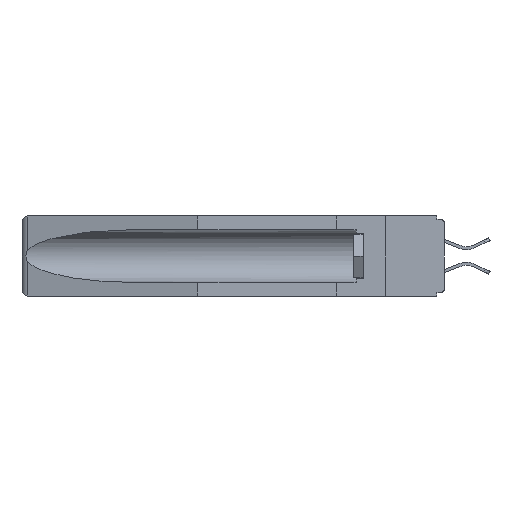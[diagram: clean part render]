
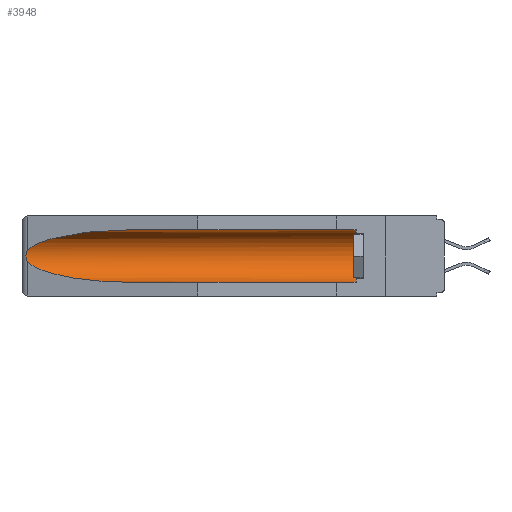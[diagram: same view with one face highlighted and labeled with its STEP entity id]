
A CAD part, left-side view. The second image highlights one B-rep face of the part: STEP entity #3948.
In plain terms, the highlighted cylindrical face has radius 2.857 mm (diameter 5.715 mm), a partial arc.
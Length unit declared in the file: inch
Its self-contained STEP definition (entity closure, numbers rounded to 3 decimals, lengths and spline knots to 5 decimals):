
#254 = CARTESIAN_POINT ( 'NONE',  ( 0.21114, 1.30732, -0.059 ) ) ;
#1198 = EDGE_CURVE ( 'NONE', #6613, #21325, #11062, .T. ) ;
#1817 = CARTESIAN_POINT ( 'NONE',  ( 0.155, 1.07973, -0.284 ) ) ;
#2009 = DIRECTION ( 'NONE',  ( 0., -1., 0. ) ) ;
#2793 = AXIS2_PLACEMENT_3D ( 'NONE', #8483, #23565, #13021 ) ;
#3461 = EDGE_CURVE ( 'NONE', #18242, #6883, #5267, .T. ) ;
#3744 = ORIENTED_EDGE ( 'NONE', *, *, #10832, .T. ) ;
#3948 = ADVANCED_FACE ( 'NONE', ( #14437 ), #20149, .F. ) ;
#3952 = ORIENTED_EDGE ( 'NONE', *, *, #3461, .T. ) ;
#4505 = EDGE_LOOP ( 'NONE', ( #3744, #3952, #23305, #27689, #16629, #11168 ) ) ;
#4864 = CARTESIAN_POINT ( 'NONE',  ( 0.26597, 1.5296, -0.19026 ) ) ;
#5040 = CARTESIAN_POINT ( 'NONE',  ( 0.2675, 1.53308, -0.16763 ) ) ;
#5267 = B_SPLINE_CURVE_WITH_KNOTS ( 'NONE', 3,
 ( #24991, #26625, #20019, #24435, #5040, #17773, #12074, #22245, #4864, #7087 ),
 .UNSPECIFIED., .F., .F.,
 ( 4, 2, 2, 2, 4 ),
 ( 0., 0.00029, 0.00058, 0.00087, 0.00117 ),
 .UNSPECIFIED. ) ;
#5764 =( BOUNDED_CURVE ( )  B_SPLINE_CURVE ( 3, ( #26234, #6978, #27143, #18395 ),
 .UNSPECIFIED., .F., .F. ) 
 B_SPLINE_CURVE_WITH_KNOTS ( ( 4, 4 ),
 ( 0.1948, 1.5708 ),
 .UNSPECIFIED. ) 
 CURVE ( )  GEOMETRIC_REPRESENTATION_ITEM ( )  RATIONAL_B_SPLINE_CURVE ( ( 1., 0.848, 0.848, 1. ) ) 
 REPRESENTATION_ITEM ( '' )  );
#5801 = CARTESIAN_POINT ( 'NONE',  ( 0.26537, 1.52718, -0.19328 ) ) ;
#6613 = VERTEX_POINT ( 'NONE', #20012 ) ;
#6883 = VERTEX_POINT ( 'NONE', #5801 ) ;
#6978 = CARTESIAN_POINT ( 'NONE',  ( 0.25451, 1.48313, -0.24835 ) ) ;
#7087 = CARTESIAN_POINT ( 'NONE',  ( 0.26537, 1.52718, -0.19328 ) ) ;
#8483 = CARTESIAN_POINT ( 'NONE',  ( 0.155, -0.30754, -0.1715 ) ) ;
#9068 = CARTESIAN_POINT ( 'NONE',  ( 0.26537, 1.52718, -0.14972 ) ) ;
#9936 = AXIS2_PLACEMENT_3D ( 'NONE', #21229, #2009, #19363 ) ;
#9948 = DIRECTION ( 'NONE',  ( 0., 1., 0. ) ) ;
#10462 = CARTESIAN_POINT ( 'NONE',  ( 0.155, -0.30754, -0.059 ) ) ;
#10832 = EDGE_CURVE ( 'NONE', #21325, #18242, #25847, .T. ) ;
#11062 = LINE ( 'NONE', #10462, #16128 ) ;
#11168 = ORIENTED_EDGE ( 'NONE', *, *, #1198, .T. ) ;
#11527 = VERTEX_POINT ( 'NONE', #1817 ) ;
#12074 = CARTESIAN_POINT ( 'NONE',  ( 0.2673, 1.53269, -0.17917 ) ) ;
#12809 = EDGE_CURVE ( 'NONE', #21003, #11527, #22759, .T. ) ;
#13021 = DIRECTION ( 'NONE',  ( 0., 0., 1. ) ) ;
#14437 = FACE_OUTER_BOUND ( 'NONE', #4505, .T. ) ;
#16128 = VECTOR ( 'NONE', #21772, 39.37008 ) ;
#16629 = ORIENTED_EDGE ( 'NONE', *, *, #19127, .T. ) ;
#17773 = CARTESIAN_POINT ( 'NONE',  ( 0.2675, 1.53308, -0.17534 ) ) ;
#18242 = VERTEX_POINT ( 'NONE', #9068 ) ;
#18395 = CARTESIAN_POINT ( 'NONE',  ( 0.155, 1.07973, -0.284 ) ) ;
#19127 = EDGE_CURVE ( 'NONE', #21003, #6613, #27968, .T. ) ;
#19363 = DIRECTION ( 'NONE',  ( 0., 0., 1. ) ) ;
#20012 = CARTESIAN_POINT ( 'NONE',  ( 0.155, 0.126, -0.059 ) ) ;
#20019 = CARTESIAN_POINT ( 'NONE',  ( 0.26654, 1.53092, -0.15636 ) ) ;
#20149 = CYLINDRICAL_SURFACE ( 'NONE', #2793, 0.1125 ) ;
#20903 = CARTESIAN_POINT ( 'NONE',  ( 0.155, -0.30754, -0.284 ) ) ;
#21003 = VERTEX_POINT ( 'NONE', #23002 ) ;
#21229 = CARTESIAN_POINT ( 'NONE',  ( 0.155, 0.126, -0.1715 ) ) ;
#21325 = VERTEX_POINT ( 'NONE', #21840 ) ;
#21727 = EDGE_CURVE ( 'NONE', #6883, #11527, #5764, .T. ) ;
#21772 = DIRECTION ( 'NONE',  ( 0., 1., 0. ) ) ;
#21840 = CARTESIAN_POINT ( 'NONE',  ( 0.155, 1.07973, -0.059 ) ) ;
#22245 = CARTESIAN_POINT ( 'NONE',  ( 0.26655, 1.53094, -0.18657 ) ) ;
#22759 = LINE ( 'NONE', #20903, #27509 ) ;
#23002 = CARTESIAN_POINT ( 'NONE',  ( 0.155, 0.126, -0.284 ) ) ;
#23305 = ORIENTED_EDGE ( 'NONE', *, *, #21727, .T. ) ;
#23565 = DIRECTION ( 'NONE',  ( 0., 1., 0. ) ) ;
#24023 = CARTESIAN_POINT ( 'NONE',  ( 0.25451, 1.48313, -0.09465 ) ) ;
#24435 = CARTESIAN_POINT ( 'NONE',  ( 0.2673, 1.5327, -0.16383 ) ) ;
#24991 = CARTESIAN_POINT ( 'NONE',  ( 0.26537, 1.52718, -0.14972 ) ) ;
#25847 =( BOUNDED_CURVE ( )  B_SPLINE_CURVE ( 3, ( #26011, #254, #24023, #26186 ),
 .UNSPECIFIED., .F., .F. ) 
 B_SPLINE_CURVE_WITH_KNOTS ( ( 4, 4 ),
 ( 4.71239, 6.08839 ),
 .UNSPECIFIED. ) 
 CURVE ( )  GEOMETRIC_REPRESENTATION_ITEM ( )  RATIONAL_B_SPLINE_CURVE ( ( 1., 0.848, 0.848, 1. ) ) 
 REPRESENTATION_ITEM ( '' )  );
#26011 = CARTESIAN_POINT ( 'NONE',  ( 0.155, 1.07973, -0.059 ) ) ;
#26186 = CARTESIAN_POINT ( 'NONE',  ( 0.26537, 1.52718, -0.14972 ) ) ;
#26234 = CARTESIAN_POINT ( 'NONE',  ( 0.26537, 1.52718, -0.19328 ) ) ;
#26625 = CARTESIAN_POINT ( 'NONE',  ( 0.26597, 1.52961, -0.15275 ) ) ;
#27143 = CARTESIAN_POINT ( 'NONE',  ( 0.21114, 1.30732, -0.284 ) ) ;
#27509 = VECTOR ( 'NONE', #9948, 39.37008 ) ;
#27689 = ORIENTED_EDGE ( 'NONE', *, *, #12809, .F. ) ;
#27968 = CIRCLE ( 'NONE', #9936, 0.1125 ) ;
